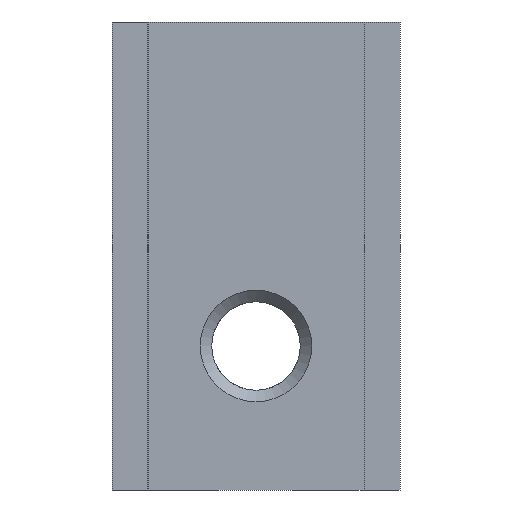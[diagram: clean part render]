
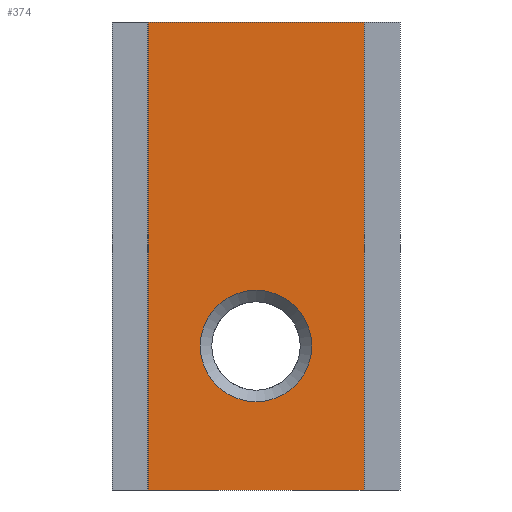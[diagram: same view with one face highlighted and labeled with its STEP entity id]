
A CAD part, front view. The second image highlights one B-rep face of the part: STEP entity #374.
In plain terms, the highlighted planar face has unit normal (0, -1, 0).
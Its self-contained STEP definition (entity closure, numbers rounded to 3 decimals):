
#50=FACE_BOUND('',#100,.T.);
#58=PLANE('',#426);
#82=FACE_OUTER_BOUND('',#99,.T.);
#99=EDGE_LOOP('',(#327,#328,#329,#330));
#100=EDGE_LOOP('',(#331,#332));
#124=LINE('',#692,#151);
#125=LINE('',#695,#152);
#126=LINE('',#697,#153);
#127=LINE('',#698,#154);
#151=VECTOR('',#522,10.);
#152=VECTOR('',#525,10.);
#153=VECTOR('',#526,10.);
#154=VECTOR('',#527,10.);
#167=CIRCLE('',#413,1.55);
#168=CIRCLE('',#414,1.55);
#196=VERTEX_POINT('',#643);
#197=VERTEX_POINT('',#644);
#207=VERTEX_POINT('',#688);
#208=VERTEX_POINT('',#690);
#209=VERTEX_POINT('',#694);
#210=VERTEX_POINT('',#696);
#233=EDGE_CURVE('',#196,#197,#167,.T.);
#234=EDGE_CURVE('',#197,#196,#168,.T.);
#253=EDGE_CURVE('',#207,#208,#124,.T.);
#254=EDGE_CURVE('',#209,#207,#125,.T.);
#255=EDGE_CURVE('',#210,#208,#126,.T.);
#256=EDGE_CURVE('',#209,#210,#127,.T.);
#327=ORIENTED_EDGE('',*,*,#254,.T.);
#328=ORIENTED_EDGE('',*,*,#253,.T.);
#329=ORIENTED_EDGE('',*,*,#255,.F.);
#330=ORIENTED_EDGE('',*,*,#256,.F.);
#331=ORIENTED_EDGE('',*,*,#233,.T.);
#332=ORIENTED_EDGE('',*,*,#234,.T.);
#374=ADVANCED_FACE('',(#82,#50),#58,.T.);
#413=AXIS2_PLACEMENT_3D('',#645,#484,#485);
#414=AXIS2_PLACEMENT_3D('',#646,#486,#487);
#426=AXIS2_PLACEMENT_3D('',#693,#523,#524);
#484=DIRECTION('center_axis',(0.,1.,0.));
#485=DIRECTION('ref_axis',(1.,0.,0.));
#486=DIRECTION('center_axis',(0.,1.,0.));
#487=DIRECTION('ref_axis',(1.,0.,0.));
#522=DIRECTION('',(0.,0.,1.));
#523=DIRECTION('center_axis',(0.,-1.,0.));
#524=DIRECTION('ref_axis',(1.,0.,0.));
#525=DIRECTION('',(1.,0.,0.));
#526=DIRECTION('',(1.,0.,0.));
#527=DIRECTION('',(0.,0.,1.));
#643=CARTESIAN_POINT('',(5.55,-0.5,4.));
#644=CARTESIAN_POINT('',(2.45,-0.5,4.));
#645=CARTESIAN_POINT('Origin',(4.,-0.5,4.));
#646=CARTESIAN_POINT('Origin',(4.,-0.5,4.));
#688=CARTESIAN_POINT('',(7.,-0.5,0.));
#690=CARTESIAN_POINT('',(7.,-0.5,13.));
#692=CARTESIAN_POINT('',(7.,-0.5,0.));
#693=CARTESIAN_POINT('Origin',(1.,-0.5,0.));
#694=CARTESIAN_POINT('',(1.,-0.5,0.));
#695=CARTESIAN_POINT('',(1.,-0.5,0.));
#696=CARTESIAN_POINT('',(1.,-0.5,13.));
#697=CARTESIAN_POINT('',(1.,-0.5,13.));
#698=CARTESIAN_POINT('',(1.,-0.5,0.));
